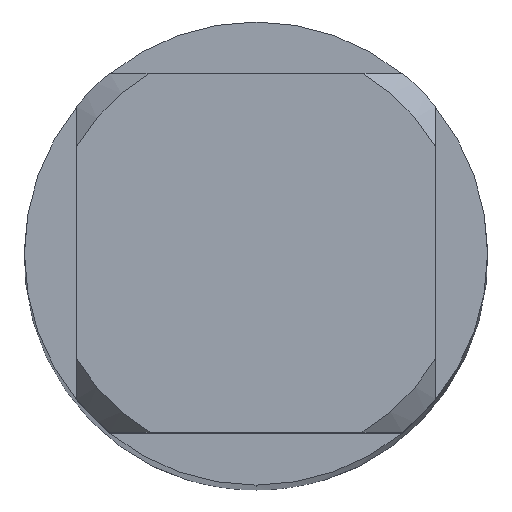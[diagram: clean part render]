
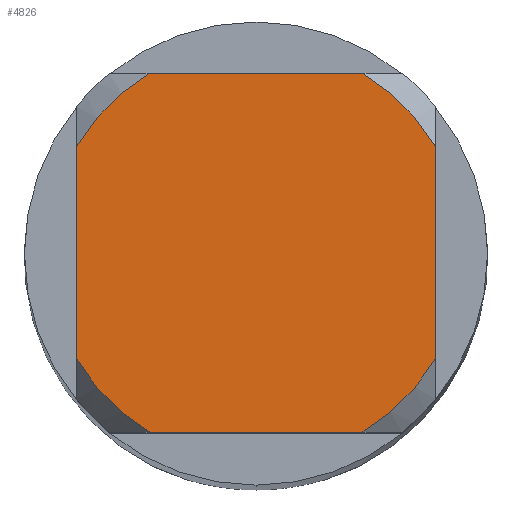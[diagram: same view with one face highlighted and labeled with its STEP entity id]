
A CAD part, top view. The second image highlights one B-rep face of the part: STEP entity #4826.
In plain terms, the highlighted planar face has unit normal (0, 0, 1).
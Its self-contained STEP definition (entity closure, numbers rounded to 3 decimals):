
#2542=EDGE_CURVE('',#5764,#6030,#7530,.T.);
#3008=VERTEX_POINT('',#8041);
#3054=EDGE_CURVE('',#3008,#6030,#8091,.T.);
#3220=EDGE_CURVE('',#6308,#4044,#8270,.T.);
#3382=VERTEX_POINT('',#8457);
#3700=EDGE_CURVE('',#3008,#5958,#8811,.T.);
#4044=VERTEX_POINT('',#9184);
#4366=EDGE_CURVE('',#5764,#4688,#9528,.T.);
#4688=VERTEX_POINT('',#9875);
#4826=ADVANCED_FACE('',(#10027),#10028,.T.);
#5126=EDGE_CURVE('',#3382,#4044,#10346,.T.);
#5764=VERTEX_POINT('',#11031);
#5958=VERTEX_POINT('',#11243);
#6030=VERTEX_POINT('',#11325);
#6308=VERTEX_POINT('',#11627);
#7160=EDGE_CURVE('',#6308,#5958,#12569,.T.);
#7294=EDGE_CURVE('',#3382,#4688,#12713,.T.);
#7530=CIRCLE('',#12961,3.6);
#8041=CARTESIAN_POINT('',(-3.1,1.83,0.0));
#8091=LINE('',#13932,#13933);
#8270=CIRCLE('',#14266,3.6);
#8457=CARTESIAN_POINT('',(3.1,-1.83,0.0));
#8811=CIRCLE('',#15158,3.6);
#9184=CARTESIAN_POINT('',(3.1,1.83,0.0));
#9528=LINE('',#16401,#16402);
#9875=CARTESIAN_POINT('',(1.83,-3.1,0.0));
#10027=FACE_OUTER_BOUND('',#17329,.T.);
#10028=PLANE('',#17330);
#10346=LINE('',#17908,#17909);
#11031=CARTESIAN_POINT('',(-1.83,-3.1,0.0));
#11243=CARTESIAN_POINT('',(-1.83,3.1,0.0));
#11325=CARTESIAN_POINT('',(-3.1,-1.83,0.0));
#11627=CARTESIAN_POINT('',(1.83,3.1,0.0));
#12569=LINE('',#21902,#21903);
#12713=CIRCLE('',#22196,3.6);
#12961=AXIS2_PLACEMENT_3D('',#22551,#22552,#22553);
#13932=CARTESIAN_POINT('',(-3.1,0.9,0.0));
#13933=VECTOR('',#23166,1.0);
#14266=AXIS2_PLACEMENT_3D('',#23347,#23348,#23349);
#15158=AXIS2_PLACEMENT_3D('',#23996,#23997,#23998);
#16401=CARTESIAN_POINT('',(0.0,-3.1,0.0));
#16402=VECTOR('',#24862,1.0);
#17329=EDGE_LOOP('',(#25529,#25530,#25531,#25532,#25533,#25534,#25535,#25536));
#17330=AXIS2_PLACEMENT_3D('',#25537,#25538,#25539);
#17908=CARTESIAN_POINT('',(3.1,0.9,0.0));
#17909=VECTOR('',#25832,1.0);
#21902=CARTESIAN_POINT('',(0.0,3.1,0.0));
#21903=VECTOR('',#28403,1.0);
#22196=AXIS2_PLACEMENT_3D('',#28538,#28539,#28540);
#22551=CARTESIAN_POINT('',(0.0,0.0,0.0));
#22552=DIRECTION('',(0.0,0.0,-1.0));
#22553=DIRECTION('',(0.0,1.0,0.0));
#23166=DIRECTION('',(-0.0,-1.0,0.0));
#23347=CARTESIAN_POINT('',(0.0,0.0,0.0));
#23348=DIRECTION('',(0.0,0.0,-1.0));
#23349=DIRECTION('',(0.0,1.0,0.0));
#23996=CARTESIAN_POINT('',(0.0,0.0,0.0));
#23997=DIRECTION('',(0.0,0.0,-1.0));
#23998=DIRECTION('',(0.0,1.0,0.0));
#24862=DIRECTION('',(1.0,0.0,0.0));
#25529=ORIENTED_EDGE('',*,*,#3054,.T.);
#25530=ORIENTED_EDGE('',*,*,#2542,.F.);
#25531=ORIENTED_EDGE('',*,*,#4366,.T.);
#25532=ORIENTED_EDGE('',*,*,#7294,.F.);
#25533=ORIENTED_EDGE('',*,*,#5126,.T.);
#25534=ORIENTED_EDGE('',*,*,#3220,.F.);
#25535=ORIENTED_EDGE('',*,*,#7160,.T.);
#25536=ORIENTED_EDGE('',*,*,#3700,.F.);
#25537=CARTESIAN_POINT('',(0.0,1.8,0.0));
#25538=DIRECTION('',(-0.0,0.0,1.0));
#25539=DIRECTION('',(0.0,-1.0,0.0));
#25832=DIRECTION('',(-0.0,1.0,0.0));
#28403=DIRECTION('',(-1.0,0.0,0.0));
#28538=CARTESIAN_POINT('',(0.0,0.0,0.0));
#28539=DIRECTION('',(0.0,0.0,-1.0));
#28540=DIRECTION('',(0.0,1.0,0.0));
